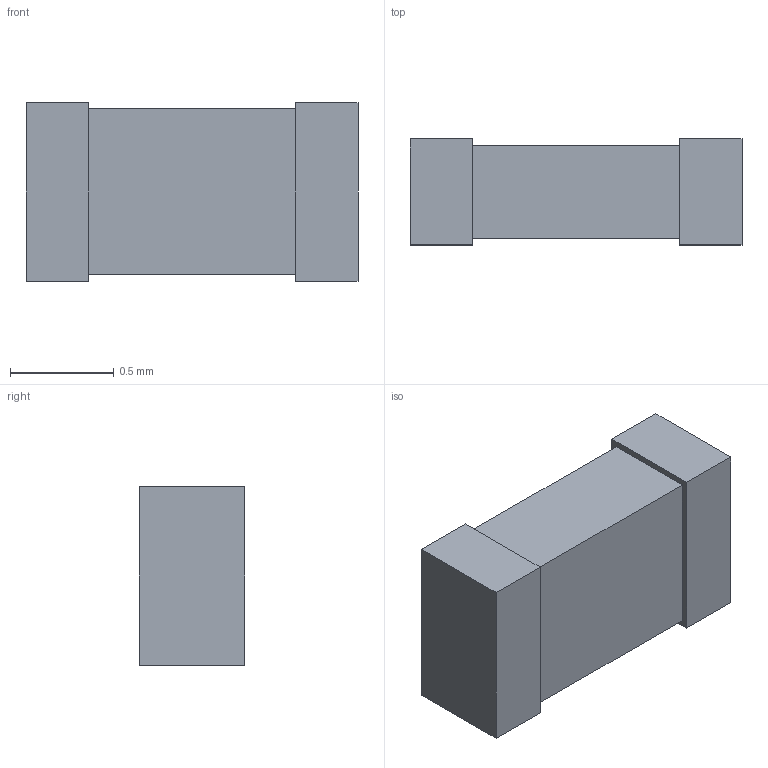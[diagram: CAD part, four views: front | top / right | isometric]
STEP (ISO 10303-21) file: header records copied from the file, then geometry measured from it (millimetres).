
FILE_DESCRIPTION (( 'STEP AP214' ), '1' );
FILE_NAME ('807D9B4F-9C95-4812-A83A-58EDE54D83B1.STEP', '2008-06-23T12:52:36', ( 'sysAdmin' ), ( 'SolidWorks' ), 'SwSTEP 2.0', 'SolidWorks 2008', '' );
FILE_SCHEMA (( 'AUTOMOTIVE_DESIGN' ));
Length unit declared in the file: millimetre
Products named in the file (1): 807D9B4F-9C95-4812-A83A-58EDE54D83B1
Bounding box: 1.6 x 0.51 x 0.86 mm (x, y, z)
Volume: 0.6 mm3; surface area: 5.2 mm2
Topology: 1 solids, 1 shells, 16 faces, 36 edges, 24 vertices
Faces by surface type: plane 16
Entity records: 507 total; most frequent: CARTESIAN_POINT 77, ORIENTED_EDGE 72, DIRECTION 70, LINE 36, VECTOR 36, EDGE_CURVE 36, VERTEX_POINT 24, EDGE_LOOP 18
